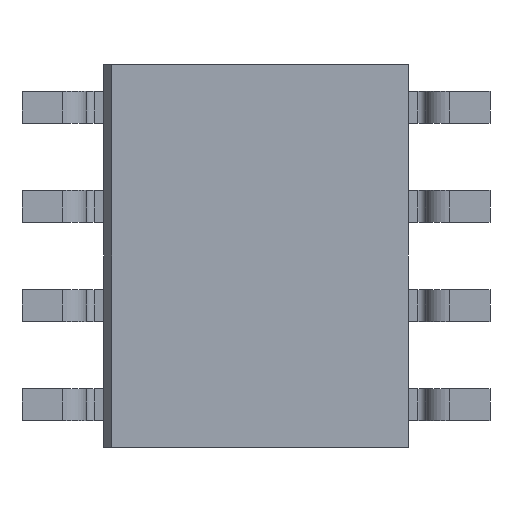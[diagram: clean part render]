
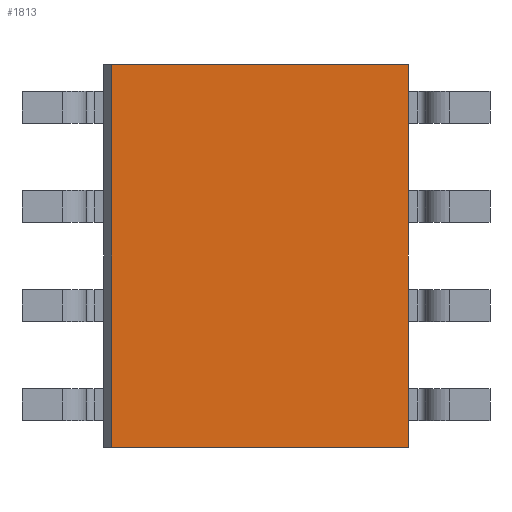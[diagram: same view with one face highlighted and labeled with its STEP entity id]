
A CAD part, front view. The second image highlights one B-rep face of the part: STEP entity #1813.
In plain terms, the highlighted planar face has unit normal (0, -1, 0).
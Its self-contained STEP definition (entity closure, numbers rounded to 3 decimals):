
#13=DIRECTION('',(1.,0.,0.));
#14=VECTOR('',#13,3.8);
#15=CARTESIAN_POINT('',(-1.85,-0.775,-2.45));
#16=LINE('',#15,#14);
#33=DIRECTION('',(0.,0.,1.));
#34=VECTOR('',#33,4.9);
#35=CARTESIAN_POINT('',(1.95,-0.775,-2.45));
#36=LINE('',#35,#34);
#101=DIRECTION('',(0.,0.,1.));
#102=VECTOR('',#101,4.9);
#103=CARTESIAN_POINT('',(-1.85,-0.775,-2.45));
#104=LINE('',#103,#102);
#189=DIRECTION('',(1.,0.,0.));
#190=VECTOR('',#189,3.8);
#191=CARTESIAN_POINT('',(-1.85,-0.775,2.45));
#192=LINE('',#191,#190);
#1295=CARTESIAN_POINT('',(-1.85,-0.775,-2.45));
#1296=VERTEX_POINT('',#1295);
#1297=CARTESIAN_POINT('',(1.95,-0.775,-2.45));
#1298=VERTEX_POINT('',#1297);
#1307=CARTESIAN_POINT('',(-1.85,-0.775,2.45));
#1308=VERTEX_POINT('',#1307);
#1309=CARTESIAN_POINT('',(1.95,-0.775,2.45));
#1310=VERTEX_POINT('',#1309);
#1800=CARTESIAN_POINT('',(-1.85,-0.775,-2.45));
#1801=DIRECTION('',(0.,-1.,0.));
#1802=DIRECTION('',(1.,0.,0.));
#1803=AXIS2_PLACEMENT_3D('',#1800,#1801,#1802);
#1804=PLANE('',#1803);
#1805=ORIENTED_EDGE('',*,*,#1708,.F.);
#1807=ORIENTED_EDGE('',*,*,#1806,.T.);
#1809=ORIENTED_EDGE('',*,*,#1808,.T.);
#1810=ORIENTED_EDGE('',*,*,#1752,.F.);
#1811=EDGE_LOOP('',(#1805,#1807,#1809,#1810));
#1812=FACE_OUTER_BOUND('',#1811,.F.);
#1708=EDGE_CURVE('',#1296,#1298,#16,.T.);
#1752=EDGE_CURVE('',#1298,#1310,#36,.T.);
#1806=EDGE_CURVE('',#1296,#1308,#104,.T.);
#1808=EDGE_CURVE('',#1308,#1310,#192,.T.);
#1813=ADVANCED_FACE('',(#1812),#1804,.T.);
